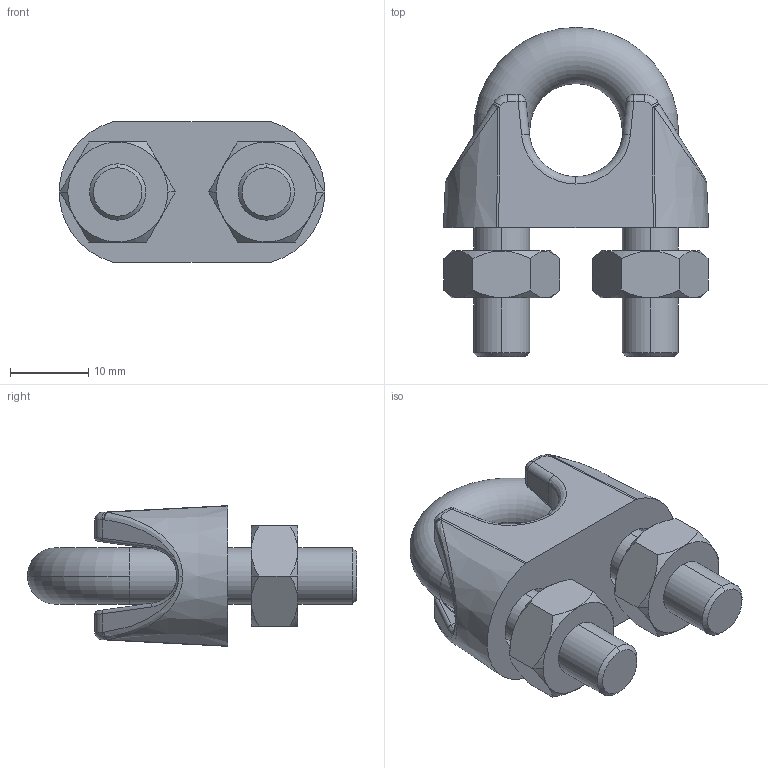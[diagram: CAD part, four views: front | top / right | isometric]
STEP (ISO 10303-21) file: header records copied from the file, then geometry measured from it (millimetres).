
FILE_DESCRIPTION (( 'STEP AP203' ), '1' );
FILE_NAME ('T38500.STEP', '2018-07-23T07:53:14', ( '' ), ( '' ), 'SwSTEP 2.0', 'SolidWorks 2016', '' );
FILE_SCHEMA (( 'CONFIG_CONTROL_DESIGN' ));
Length unit declared in the file: millimetre
Products named in the file (1): T38500
Bounding box: 33.93 x 42.1 x 18 mm (x, y, z)
Volume: 8867 mm3; surface area: 5200.5 mm2
Topology: 2 solids, 2 shells, 151 faces, 354 edges, 201 vertices
Faces by surface type: cylinder 50, bspline 42, plane 35, cone 14, sphere 8, torus 2
Entity records: 6135 total; most frequent: CARTESIAN_POINT 3047, ORIENTED_EDGE 692, DIRECTION 566, EDGE_CURVE 346, AXIS2_PLACEMENT_3D 226, VERTEX_POINT 201, EDGE_LOOP 157, ADVANCED_FACE 151
